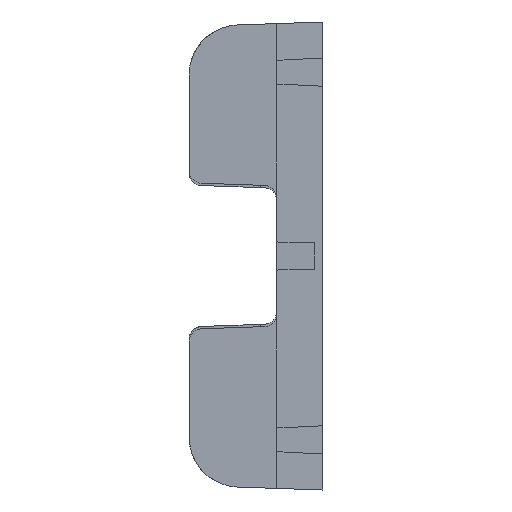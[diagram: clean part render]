
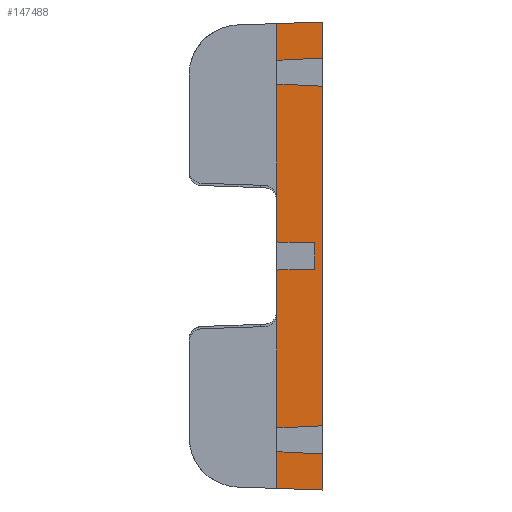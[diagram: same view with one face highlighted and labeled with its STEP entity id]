
A CAD part, left-side view. The second image highlights one B-rep face of the part: STEP entity #147488.
In plain terms, the highlighted planar face has unit normal (-1, 0, 0).
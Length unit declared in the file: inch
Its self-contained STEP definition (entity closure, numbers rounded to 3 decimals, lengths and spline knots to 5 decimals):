
#601 = EDGE_CURVE ( 'NONE', #66905, #50540, #29150, .T. ) ;
#1029 = DIRECTION ( 'NONE',  ( 1., 0., 0. ) ) ;
#1735 = CARTESIAN_POINT ( 'NONE',  ( -0.799, 0.69, -3.4759 ) ) ;
#3126 = CARTESIAN_POINT ( 'NONE',  ( -0.799, 0., -2.961 ) ) ;
#3720 = ORIENTED_EDGE ( 'NONE', *, *, #85534, .T. ) ;
#7577 = ORIENTED_EDGE ( 'NONE', *, *, #29432, .F. ) ;
#9203 = ORIENTED_EDGE ( 'NONE', *, *, #130450, .F. ) ;
#9271 = LINE ( 'NONE', #152748, #68894 ) ;
#10077 = DIRECTION ( 'NONE',  ( 0., -1., -0.017 ) ) ;
#11758 = VERTEX_POINT ( 'NONE', #108002 ) ;
#11890 = CARTESIAN_POINT ( 'NONE',  ( -0.799, 0., 2.961 ) ) ;
#12281 = EDGE_CURVE ( 'NONE', #115630, #45182, #104174, .T. ) ;
#12307 = ORIENTED_EDGE ( 'NONE', *, *, #77540, .T. ) ;
#12938 = VECTOR ( 'NONE', #48074, 39.37008 ) ;
#14468 = VECTOR ( 'NONE', #103411, 39.37008 ) ;
#16110 = CARTESIAN_POINT ( 'NONE',  ( -0.799, -0.00256, 2.53887 ) ) ;
#16325 = EDGE_CURVE ( 'NONE', #66905, #82045, #104577, .T. ) ;
#16641 = EDGE_LOOP ( 'NONE', ( #9203, #17358, #111137, #134171, #44635, #70447, #87297, #12307, #53210, #7577, #133546, #3720, #56836, #118646, #91391, #130191, #117641, #26033 ) ) ;
#17358 = ORIENTED_EDGE ( 'NONE', *, *, #137121, .F. ) ;
#20176 = CARTESIAN_POINT ( 'NONE',  ( -0.799, 0.69, -0.86602 ) ) ;
#20584 = EDGE_CURVE ( 'NONE', #143671, #78273, #100024, .T. ) ;
#20781 = CARTESIAN_POINT ( 'NONE',  ( -0.799, 1.25518, -2.60099 ) ) ;
#22823 = CARTESIAN_POINT ( 'NONE',  ( -0.799, 0., 3.5 ) ) ;
#24718 = CARTESIAN_POINT ( 'NONE',  ( -0.799, 0.69, 3.4759 ) ) ;
#25007 = CARTESIAN_POINT ( 'NONE',  ( -0.799, 0., -3.5 ) ) ;
#25955 = EDGE_CURVE ( 'NONE', #56582, #101234, #29676, .T. ) ;
#26033 = ORIENTED_EDGE ( 'NONE', *, *, #107871, .F. ) ;
#29150 = LINE ( 'NONE', #132699, #92454 ) ;
#29432 = EDGE_CURVE ( 'NONE', #123673, #88943, #29588, .T. ) ;
#29588 = LINE ( 'NONE', #16110, #44544 ) ;
#29676 = LINE ( 'NONE', #127220, #152583 ) ;
#30554 = CARTESIAN_POINT ( 'NONE',  ( -0.799, 0.69, -0.86602 ) ) ;
#30802 = VECTOR ( 'NONE', #80032, 39.37008 ) ;
#31044 = EDGE_CURVE ( 'NONE', #50540, #140932, #149658, .T. ) ;
#34372 = DIRECTION ( 'NONE',  ( 0., 0., 1. ) ) ;
#39766 = LINE ( 'NONE', #25007, #127184 ) ;
#40668 = VECTOR ( 'NONE', #106395, 39.37008 ) ;
#41319 = VECTOR ( 'NONE', #114284, 39.37008 ) ;
#43431 = CARTESIAN_POINT ( 'NONE',  ( -0.799, 0., 3.5 ) ) ;
#43727 = VERTEX_POINT ( 'NONE', #146367 ) ;
#44544 = VECTOR ( 'NONE', #99370, 39.37008 ) ;
#44635 = ORIENTED_EDGE ( 'NONE', *, *, #12281, .F. ) ;
#45182 = VERTEX_POINT ( 'NONE', #80428 ) ;
#46581 = LINE ( 'NONE', #92647, #137772 ) ;
#48074 = DIRECTION ( 'NONE',  ( 0., 0., -1. ) ) ;
#49382 = VECTOR ( 'NONE', #87458, 39.37008 ) ;
#50540 = VERTEX_POINT ( 'NONE', #22823 ) ;
#52152 = CARTESIAN_POINT ( 'NONE',  ( -0.799, 0.69, -0.86602 ) ) ;
#52813 = CARTESIAN_POINT ( 'NONE',  ( -0.799, 0., -2.539 ) ) ;
#53210 = ORIENTED_EDGE ( 'NONE', *, *, #137873, .F. ) ;
#56582 = VERTEX_POINT ( 'NONE', #30554 ) ;
#56836 = ORIENTED_EDGE ( 'NONE', *, *, #31044, .F. ) ;
#58819 = DIRECTION ( 'NONE',  ( 0., -0.999, 0.049 ) ) ;
#59063 = VECTOR ( 'NONE', #78943, 39.37008 ) ;
#59947 = PLANE ( 'NONE',  #141364 ) ;
#60439 = LINE ( 'NONE', #52152, #88341 ) ;
#61535 = DIRECTION ( 'NONE',  ( 0., -0.999, 0.035 ) ) ;
#65474 = VERTEX_POINT ( 'NONE', #66379 ) ;
#66379 = CARTESIAN_POINT ( 'NONE',  ( -0.799, 0.69, 0.2099 ) ) ;
#66905 = VERTEX_POINT ( 'NONE', #24718 ) ;
#68894 = VECTOR ( 'NONE', #10077, 39.37008 ) ;
#70447 = ORIENTED_EDGE ( 'NONE', *, *, #106714, .F. ) ;
#72305 = CARTESIAN_POINT ( 'NONE',  ( -0.799, 1.25, -2.70589 ) ) ;
#76100 = CARTESIAN_POINT ( 'NONE',  ( -0.799, 0.688, -2.57298 ) ) ;
#77540 = EDGE_CURVE ( 'NONE', #143671, #79255, #97010, .T. ) ;
#77594 = DIRECTION ( 'NONE',  ( 0., 0., -1. ) ) ;
#78273 = VERTEX_POINT ( 'NONE', #113924 ) ;
#78943 = DIRECTION ( 'NONE',  ( 0., 0., -1. ) ) ;
#79255 = VERTEX_POINT ( 'NONE', #52813 ) ;
#80032 = DIRECTION ( 'NONE',  ( 0., -0.999, -0.049 ) ) ;
#80428 = CARTESIAN_POINT ( 'NONE',  ( -0.799, 0., -3.5 ) ) ;
#81004 = LINE ( 'NONE', #146753, #49382 ) ;
#82045 = VERTEX_POINT ( 'NONE', #101972 ) ;
#84353 = DIRECTION ( 'NONE',  ( 0., 0., -1. ) ) ;
#85534 = EDGE_CURVE ( 'NONE', #135067, #140932, #148060, .T. ) ;
#86379 = VECTOR ( 'NONE', #126607, 39.37008 ) ;
#87297 = ORIENTED_EDGE ( 'NONE', *, *, #20584, .F. ) ;
#87458 = DIRECTION ( 'NONE',  ( 0., -1., 0.017 ) ) ;
#88341 = VECTOR ( 'NONE', #135290, 39.37008 ) ;
#88943 = VERTEX_POINT ( 'NONE', #138307 ) ;
#90653 = LINE ( 'NONE', #138229, #59063 ) ;
#91391 = ORIENTED_EDGE ( 'NONE', *, *, #16325, .T. ) ;
#92072 = DIRECTION ( 'NONE',  ( 0., -0.999, 0.049 ) ) ;
#92454 = VECTOR ( 'NONE', #61535, 39.37008 ) ;
#92647 = CARTESIAN_POINT ( 'NONE',  ( -0.799, 0.123, -0.2 ) ) ;
#94092 = LINE ( 'NONE', #151297, #30802 ) ;
#94350 = EDGE_CURVE ( 'NONE', #45182, #101234, #39766, .T. ) ;
#94690 = CARTESIAN_POINT ( 'NONE',  ( -0.799, 0.688, 2.57298 ) ) ;
#96881 = CARTESIAN_POINT ( 'NONE',  ( -0.799, 0.123, 0.2 ) ) ;
#97010 = LINE ( 'NONE', #20781, #124892 ) ;
#99370 = DIRECTION ( 'NONE',  ( 0., -0.999, -0.049 ) ) ;
#100024 = LINE ( 'NONE', #136846, #127857 ) ;
#101234 = VERTEX_POINT ( 'NONE', #1735 ) ;
#101972 = CARTESIAN_POINT ( 'NONE',  ( -0.799, 0.69, 0.86602 ) ) ;
#102324 = CARTESIAN_POINT ( 'NONE',  ( -0.799, 0.69, -2.70589 ) ) ;
#103411 = DIRECTION ( 'NONE',  ( 0., 0., 1. ) ) ;
#103923 = LINE ( 'NONE', #118318, #40668 ) ;
#104174 = LINE ( 'NONE', #119214, #12938 ) ;
#104577 = LINE ( 'NONE', #102324, #41319 ) ;
#106395 = DIRECTION ( 'NONE',  ( 0., 0., -1. ) ) ;
#106714 = EDGE_CURVE ( 'NONE', #78273, #115630, #94092, .T. ) ;
#107871 = EDGE_CURVE ( 'NONE', #43727, #126790, #46581, .T. ) ;
#108002 = CARTESIAN_POINT ( 'NONE',  ( -0.799, 0.69, -0.2099 ) ) ;
#111137 = ORIENTED_EDGE ( 'NONE', *, *, #25955, .T. ) ;
#113355 = EDGE_CURVE ( 'NONE', #65474, #82045, #141093, .T. ) ;
#113924 = CARTESIAN_POINT ( 'NONE',  ( -0.799, 0.688, -2.92702 ) ) ;
#114284 = DIRECTION ( 'NONE',  ( 0., 0., -1. ) ) ;
#115630 = VERTEX_POINT ( 'NONE', #3126 ) ;
#116320 = VECTOR ( 'NONE', #58819, 39.37008 ) ;
#117641 = ORIENTED_EDGE ( 'NONE', *, *, #134602, .T. ) ;
#118318 = CARTESIAN_POINT ( 'NONE',  ( -0.799, 0.688, 2.539 ) ) ;
#118646 = ORIENTED_EDGE ( 'NONE', *, *, #601, .F. ) ;
#119214 = CARTESIAN_POINT ( 'NONE',  ( -0.799, 0., 3.5 ) ) ;
#123673 = VERTEX_POINT ( 'NONE', #94690 ) ;
#124892 = VECTOR ( 'NONE', #92072, 39.37008 ) ;
#126607 = DIRECTION ( 'NONE',  ( 0., 0., -1. ) ) ;
#126790 = VERTEX_POINT ( 'NONE', #96881 ) ;
#127184 = VECTOR ( 'NONE', #144184, 39.37008 ) ;
#127220 = CARTESIAN_POINT ( 'NONE',  ( -0.799, 0.69, -2.70589 ) ) ;
#127857 = VECTOR ( 'NONE', #77594, 39.37008 ) ;
#129630 = EDGE_CURVE ( 'NONE', #135067, #123673, #103923, .T. ) ;
#129963 = CARTESIAN_POINT ( 'NONE',  ( -0.799, 1.52614, 2.88563 ) ) ;
#130191 = ORIENTED_EDGE ( 'NONE', *, *, #113355, .F. ) ;
#130450 = EDGE_CURVE ( 'NONE', #11758, #43727, #81004, .T. ) ;
#132699 = CARTESIAN_POINT ( 'NONE',  ( -0.799, 1.27617, 3.45544 ) ) ;
#133546 = ORIENTED_EDGE ( 'NONE', *, *, #129630, .F. ) ;
#134171 = ORIENTED_EDGE ( 'NONE', *, *, #94350, .F. ) ;
#134602 = EDGE_CURVE ( 'NONE', #65474, #126790, #9271, .T. ) ;
#135067 = VERTEX_POINT ( 'NONE', #137993 ) ;
#135290 = DIRECTION ( 'NONE',  ( 0., 0., 1. ) ) ;
#135943 = FACE_OUTER_BOUND ( 'NONE', #16641, .T. ) ;
#136846 = CARTESIAN_POINT ( 'NONE',  ( -0.799, 0.688, -2.539 ) ) ;
#137121 = EDGE_CURVE ( 'NONE', #56582, #11758, #60439, .T. ) ;
#137772 = VECTOR ( 'NONE', #34372, 39.37008 ) ;
#137873 = EDGE_CURVE ( 'NONE', #88943, #79255, #90653, .T. ) ;
#137993 = CARTESIAN_POINT ( 'NONE',  ( -0.799, 0.688, 2.92702 ) ) ;
#138229 = CARTESIAN_POINT ( 'NONE',  ( -0.799, 0., 3.5 ) ) ;
#138307 = CARTESIAN_POINT ( 'NONE',  ( -0.799, 0., 2.539 ) ) ;
#139240 = DIRECTION ( 'NONE',  ( 0., 0., -1. ) ) ;
#140932 = VERTEX_POINT ( 'NONE', #11890 ) ;
#141093 = LINE ( 'NONE', #20176, #14468 ) ;
#141364 = AXIS2_PLACEMENT_3D ( 'NONE', #72305, #1029, #84353 ) ;
#143671 = VERTEX_POINT ( 'NONE', #76100 ) ;
#144184 = DIRECTION ( 'NONE',  ( 0., 0.999, 0.035 ) ) ;
#146367 = CARTESIAN_POINT ( 'NONE',  ( -0.799, 0.123, -0.2 ) ) ;
#146753 = CARTESIAN_POINT ( 'NONE',  ( -0.799, 1.29338, -0.22043 ) ) ;
#147488 = ADVANCED_FACE ( 'NONE', ( #135943 ), #59947, .F. ) ;
#148060 = LINE ( 'NONE', #129963, #116320 ) ;
#149658 = LINE ( 'NONE', #43431, #86379 ) ;
#151297 = CARTESIAN_POINT ( 'NONE',  ( -0.799, 0., -2.961 ) ) ;
#152583 = VECTOR ( 'NONE', #139240, 39.37008 ) ;
#152748 = CARTESIAN_POINT ( 'NONE',  ( -0.799, 1.19895, 0.21878 ) ) ;
